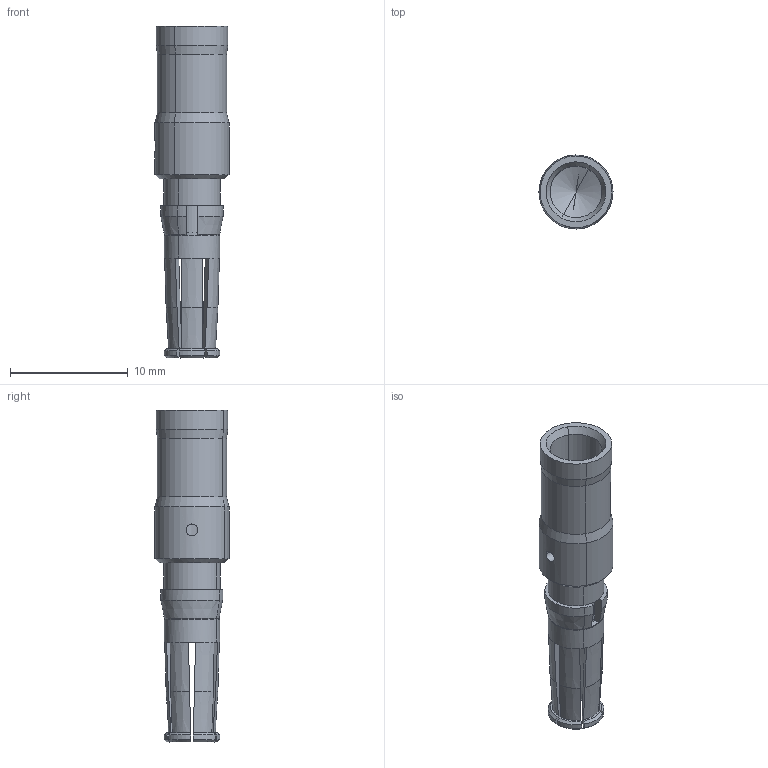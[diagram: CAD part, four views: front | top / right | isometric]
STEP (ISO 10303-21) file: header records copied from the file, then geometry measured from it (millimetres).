
FILE_DESCRIPTION(('CATIA V5 STEP Exchange','CAx-IF Rec.Pracs.--- Model Styling and Organization---1.4--- 2014-01-23'),'2;1');
FILE_NAME ('018577-3_2', '2019-10-26T08:21:56+00:00', ('none'), ('Weidmueller'), 'CATIA Version 5-6 Release 2016 SP3 HF44', 'CATIA V5 STEP AP214', 'none');
FILE_SCHEMA(('AUTOMOTIVE_DESIGN { 1 0 10303 214 1 1 1 1 }'));
Length unit declared in the file: millimetre
Products named in the file (1): 1682310000
Bounding box: 6.3 x 6.3 x 28.25 mm (x, y, z)
Volume: 326.2 mm3; surface area: 851.6 mm2
Topology: 1 solids, 1 shells, 118 faces, 313 edges, 199 vertices
Faces by surface type: cone 47, plane 39, cylinder 26, torus 6
Entity records: 3702 total; most frequent: CARTESIAN_POINT 1142, ORIENTED_EDGE 622, DIRECTION 361, EDGE_CURVE 311, VERTEX_POINT 199, AXIS2_PLACEMENT_3D 195, EDGE_LOOP 124, ADVANCED_FACE 118
